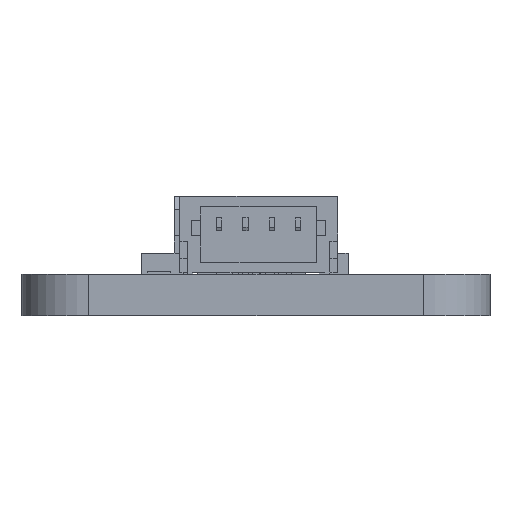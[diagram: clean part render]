
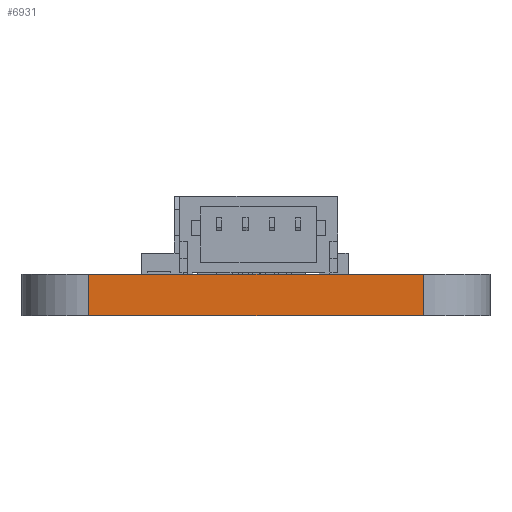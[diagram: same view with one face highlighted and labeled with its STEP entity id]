
A CAD part, left-side view. The second image highlights one B-rep face of the part: STEP entity #6931.
In plain terms, the highlighted planar face has unit normal (-1, 0, 0).
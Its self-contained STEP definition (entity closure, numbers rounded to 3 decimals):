
#142=PLANE('',#7417);
#450=FACE_OUTER_BOUND('',#800,.T.);
#800=EDGE_LOOP('',(#4696,#4697,#4698,#4699));
#1226=LINE('',#9879,#2042);
#1227=LINE('',#9882,#2043);
#1228=LINE('',#9884,#2044);
#1229=LINE('',#9885,#2045);
#2042=VECTOR('',#8065,10.);
#2043=VECTOR('',#8068,10.);
#2044=VECTOR('',#8069,10.);
#2045=VECTOR('',#8070,10.);
#3030=VERTEX_POINT('',#9875);
#3031=VERTEX_POINT('',#9877);
#3032=VERTEX_POINT('',#9881);
#3033=VERTEX_POINT('',#9883);
#3702=EDGE_CURVE('',#3030,#3031,#1226,.T.);
#3703=EDGE_CURVE('',#3032,#3030,#1227,.T.);
#3704=EDGE_CURVE('',#3033,#3031,#1228,.T.);
#3705=EDGE_CURVE('',#3032,#3033,#1229,.T.);
#4696=ORIENTED_EDGE('',*,*,#3703,.T.);
#4697=ORIENTED_EDGE('',*,*,#3702,.T.);
#4698=ORIENTED_EDGE('',*,*,#3704,.F.);
#4699=ORIENTED_EDGE('',*,*,#3705,.F.);
#6931=ADVANCED_FACE('',(#450),#142,.T.);
#7417=AXIS2_PLACEMENT_3D('',#9880,#8066,#8067);
#8065=DIRECTION('',(0.,0.,1.));
#8066=DIRECTION('center_axis',(-1.,0.,0.));
#8067=DIRECTION('ref_axis',(0.,-1.,0.));
#8068=DIRECTION('',(0.,-1.,0.));
#8069=DIRECTION('',(0.,-1.,0.));
#8070=DIRECTION('',(0.,0.,1.));
#9875=CARTESIAN_POINT('',(0.,2.54,0.));
#9877=CARTESIAN_POINT('',(0.,2.54,1.57));
#9879=CARTESIAN_POINT('',(0.,2.54,0.));
#9880=CARTESIAN_POINT('Origin',(0.,15.24,0.));
#9881=CARTESIAN_POINT('',(0.,15.24,0.));
#9882=CARTESIAN_POINT('',(0.,15.24,0.));
#9883=CARTESIAN_POINT('',(0.,15.24,1.57));
#9884=CARTESIAN_POINT('',(0.,15.24,1.57));
#9885=CARTESIAN_POINT('',(0.,15.24,0.));
